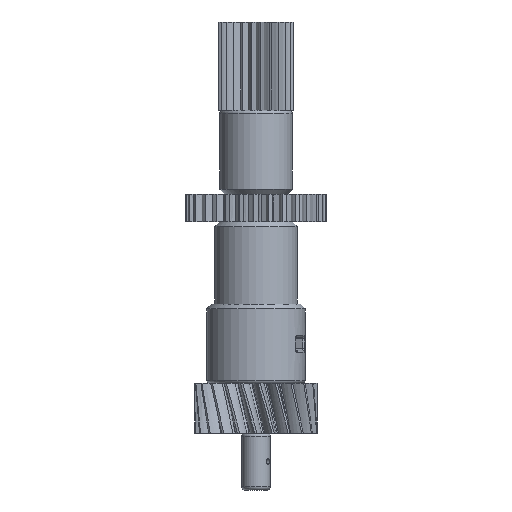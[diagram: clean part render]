
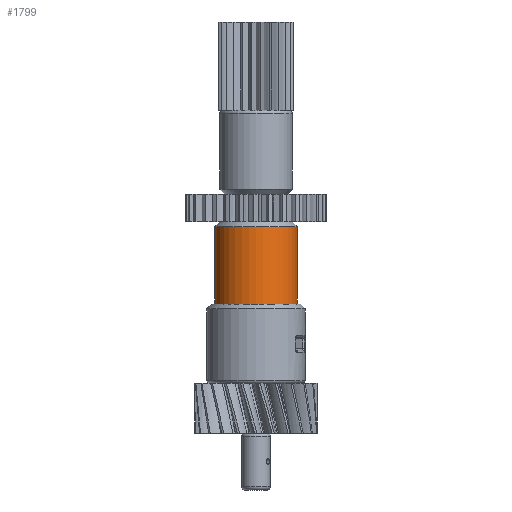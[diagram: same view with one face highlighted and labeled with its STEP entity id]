
A CAD part, front view. The second image highlights one B-rep face of the part: STEP entity #1799.
In plain terms, the highlighted cylindrical face has radius 75 mm (diameter 150 mm), a full revolution.
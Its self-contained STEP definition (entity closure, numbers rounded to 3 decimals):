
#1003=CYLINDRICAL_SURFACE('',#7352,75.);
#1613=FACE_BOUND('',#2756,.T.);
#1614=FACE_BOUND('',#2757,.T.);
#1799=ADVANCED_FACE('0',(#1613,#1614),#1003,.T.);
#2756=EDGE_LOOP('',(#3942));
#2757=EDGE_LOOP('',(#3943));
#3942=ORIENTED_EDGE('',*,*,#6165,.T.);
#3943=ORIENTED_EDGE('',*,*,#6164,.T.);
#5409=VERTEX_POINT('',#32412);
#5410=VERTEX_POINT('',#32415);
#6164=EDGE_CURVE('',#5409,#5409,#6854,.T.);
#6165=EDGE_CURVE('',#5410,#5410,#6855,.T.);
#6854=CIRCLE('',#7349,75.);
#6855=CIRCLE('',#7351,75.);
#7349=AXIS2_PLACEMENT_3D('',#32411,#8392,#8393);
#7351=AXIS2_PLACEMENT_3D('',#32414,#8396,#8397);
#7352=AXIS2_PLACEMENT_3D('',#32416,#8398,#8399);
#8392=DIRECTION('',(0.,0.,1.));
#8393=DIRECTION('',(1.,0.,0.));
#8396=DIRECTION('',(0.,0.,-1.));
#8397=DIRECTION('',(1.,0.,0.));
#8398=DIRECTION('',(0.,0.,1.));
#8399=DIRECTION('',(1.,0.,0.));
#32411=CARTESIAN_POINT('',(0.,0.,337.));
#32412=CARTESIAN_POINT('',(75.,0.,337.));
#32414=CARTESIAN_POINT('',(0.,0.,477.));
#32415=CARTESIAN_POINT('',(75.,0.,477.));
#32416=CARTESIAN_POINT('',(0.,0.,337.));
